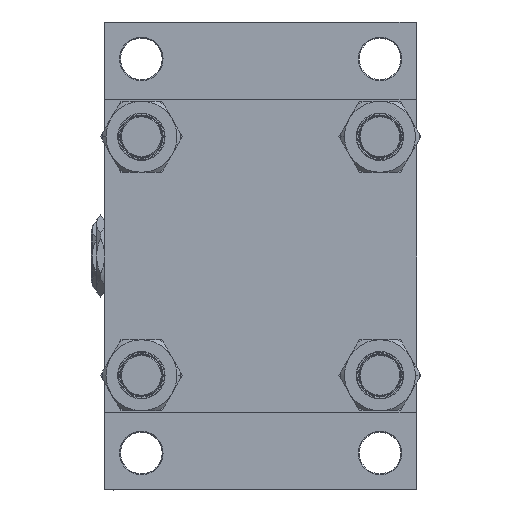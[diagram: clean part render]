
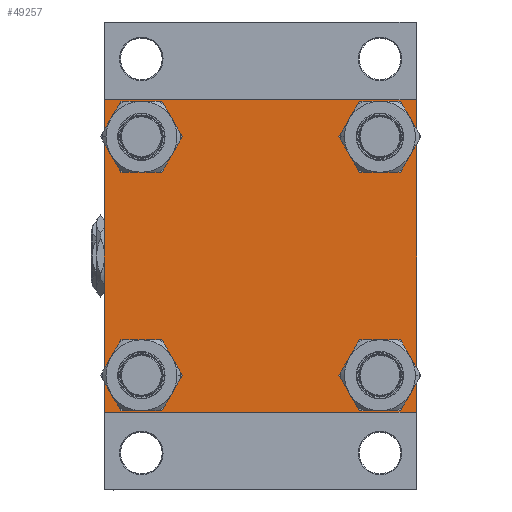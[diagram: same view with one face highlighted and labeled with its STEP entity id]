
A CAD part, left-side view. The second image highlights one B-rep face of the part: STEP entity #49257.
In plain terms, the highlighted planar face has unit normal (-1, 0, 0).
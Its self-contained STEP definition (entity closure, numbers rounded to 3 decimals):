
#589 = VECTOR ( 'NONE', #8224, 1000. ) ;
#612 = CARTESIAN_POINT ( 'NONE',  ( 0., -62.95, -62.95 ) ) ;
#643 = ORIENTED_EDGE ( 'NONE', *, *, #9256, .T. ) ;
#729 = DIRECTION ( 'NONE',  ( 0., 0., -1. ) ) ;
#1143 = CARTESIAN_POINT ( 'NONE',  ( 0., 62.95, 74.45 ) ) ;
#1279 = ORIENTED_EDGE ( 'NONE', *, *, #40448, .T. ) ;
#1622 = CARTESIAN_POINT ( 'NONE',  ( 0., 82.5, 82.5 ) ) ;
#1689 = ORIENTED_EDGE ( 'NONE', *, *, #43688, .T. ) ;
#2185 = CARTESIAN_POINT ( 'NONE',  ( 0., 62.95, -62.95 ) ) ;
#2258 = DIRECTION ( 'NONE',  ( 1., 0., 0. ) ) ;
#2748 = DIRECTION ( 'NONE',  ( 0., 0., 1. ) ) ;
#3276 = ORIENTED_EDGE ( 'NONE', *, *, #27710, .T. ) ;
#3777 = DIRECTION ( 'NONE',  ( 1., 0., 0. ) ) ;
#4029 = ORIENTED_EDGE ( 'NONE', *, *, #20342, .T. ) ;
#4214 = ORIENTED_EDGE ( 'NONE', *, *, #16346, .T. ) ;
#5018 = ORIENTED_EDGE ( 'NONE', *, *, #12959, .T. ) ;
#5313 = AXIS2_PLACEMENT_3D ( 'NONE', #46674, #26952, #46918 ) ;
#5464 = AXIS2_PLACEMENT_3D ( 'NONE', #15756, #16251, #35469 ) ;
#5657 = DIRECTION ( 'NONE',  ( 0., -1., 0. ) ) ;
#6206 = AXIS2_PLACEMENT_3D ( 'NONE', #10088, #2258, #2748 ) ;
#7434 = VERTEX_POINT ( 'NONE', #9558 ) ;
#7828 = DIRECTION ( 'NONE',  ( 0., 0., 1. ) ) ;
#7830 = ORIENTED_EDGE ( 'NONE', *, *, #40129, .T. ) ;
#8224 = DIRECTION ( 'NONE',  ( 0., 0., -1. ) ) ;
#8514 = CARTESIAN_POINT ( 'NONE',  ( 0., 82.25, 82.25 ) ) ;
#9256 = EDGE_CURVE ( 'NONE', #12882, #26971, #37653, .T. ) ;
#9263 = LINE ( 'NONE', #8514, #29608 ) ;
#9540 = DIRECTION ( 'NONE',  ( 0., 0., 1. ) ) ;
#9558 = CARTESIAN_POINT ( 'NONE',  ( 0., 82., -82.5 ) ) ;
#9627 = DIRECTION ( 'NONE',  ( 0., 0., 1. ) ) ;
#9810 = CARTESIAN_POINT ( 'NONE',  ( 0., -82.5, -82. ) ) ;
#10088 = CARTESIAN_POINT ( 'NONE',  ( 0., 62.95, -62.95 ) ) ;
#10643 = LINE ( 'NONE', #26050, #40557 ) ;
#10804 = CARTESIAN_POINT ( 'NONE',  ( 0., -62.95, 51.45 ) ) ;
#11777 = EDGE_CURVE ( 'NONE', #14823, #17259, #15804, .T. ) ;
#11854 = EDGE_CURVE ( 'NONE', #31063, #23498, #14296, .T. ) ;
#12609 = ORIENTED_EDGE ( 'NONE', *, *, #11854, .T. ) ;
#12747 = DIRECTION ( 'NONE',  ( 0., -1., 0. ) ) ;
#12812 = ORIENTED_EDGE ( 'NONE', *, *, #47162, .F. ) ;
#12816 = DIRECTION ( 'NONE',  ( 0., 0.707, -0.707 ) ) ;
#12882 = VERTEX_POINT ( 'NONE', #45584 ) ;
#12959 = EDGE_CURVE ( 'NONE', #23498, #31063, #27254, .T. ) ;
#13357 = CARTESIAN_POINT ( 'NONE',  ( 0., -82.25, 82.25 ) ) ;
#13504 = CARTESIAN_POINT ( 'NONE',  ( 0., -62.95, -51.45 ) ) ;
#14296 = CIRCLE ( 'NONE', #42574, 11.5 ) ;
#14322 = LINE ( 'NONE', #33783, #21757 ) ;
#14367 = ORIENTED_EDGE ( 'NONE', *, *, #46638, .T. ) ;
#14823 = VERTEX_POINT ( 'NONE', #31487 ) ;
#15083 = CIRCLE ( 'NONE', #6206, 11.5 ) ;
#15169 = AXIS2_PLACEMENT_3D ( 'NONE', #612, #16037, #31439 ) ;
#15649 = LINE ( 'NONE', #38411, #27655 ) ;
#15667 = CARTESIAN_POINT ( 'NONE',  ( 0., 82.5, -82. ) ) ;
#15756 = CARTESIAN_POINT ( 'NONE',  ( 0., 62.95, 62.95 ) ) ;
#15804 = LINE ( 'NONE', #27428, #589 ) ;
#16037 = DIRECTION ( 'NONE',  ( 1., 0., 0. ) ) ;
#16206 = CARTESIAN_POINT ( 'NONE',  ( 0., 62.95, -74.45 ) ) ;
#16251 = DIRECTION ( 'NONE',  ( 1., 0., 0. ) ) ;
#16346 = EDGE_CURVE ( 'NONE', #38383, #28418, #31280, .T. ) ;
#17259 = VERTEX_POINT ( 'NONE', #9810 ) ;
#17348 = EDGE_CURVE ( 'NONE', #14823, #26170, #25211, .T. ) ;
#18138 = FACE_BOUND ( 'NONE', #46340, .T. ) ;
#18465 = DIRECTION ( 'NONE',  ( 0., -0.707, -0.707 ) ) ;
#18489 = CARTESIAN_POINT ( 'NONE',  ( 0., 82.5, 82. ) ) ;
#20342 = EDGE_CURVE ( 'NONE', #33167, #17259, #14322, .T. ) ;
#21176 = DIRECTION ( 'NONE',  ( 0., 0.707, 0.707 ) ) ;
#21640 = VECTOR ( 'NONE', #21176, 1000. ) ;
#21687 = CARTESIAN_POINT ( 'NONE',  ( 0., 0., 0. ) ) ;
#21757 = VECTOR ( 'NONE', #25694, 1000. ) ;
#22436 = FACE_BOUND ( 'NONE', #29370, .T. ) ;
#23498 = VERTEX_POINT ( 'NONE', #1143 ) ;
#24005 = CIRCLE ( 'NONE', #45763, 11.5 ) ;
#24141 = CARTESIAN_POINT ( 'NONE',  ( 0., 62.95, 62.95 ) ) ;
#24658 = VERTEX_POINT ( 'NONE', #18489 ) ;
#24857 = LINE ( 'NONE', #1622, #42606 ) ;
#25211 = LINE ( 'NONE', #13357, #21640 ) ;
#25228 = DIRECTION ( 'NONE',  ( 0., 0., 1. ) ) ;
#25265 = DIRECTION ( 'NONE',  ( 1., 0., 0. ) ) ;
#25396 = CARTESIAN_POINT ( 'NONE',  ( 0., 82., 82.5 ) ) ;
#25694 = DIRECTION ( 'NONE',  ( 0., -0.707, 0.707 ) ) ;
#25731 = FACE_OUTER_BOUND ( 'NONE', #43060, .T. ) ;
#26050 = CARTESIAN_POINT ( 'NONE',  ( 0., 82.25, -82.25 ) ) ;
#26099 = EDGE_LOOP ( 'NONE', ( #643, #38649 ) ) ;
#26170 = VERTEX_POINT ( 'NONE', #33213 ) ;
#26223 = DIRECTION ( 'NONE',  ( -1., 0., 0. ) ) ;
#26952 = DIRECTION ( 'NONE',  ( 1., 0., 0. ) ) ;
#26971 = VERTEX_POINT ( 'NONE', #10804 ) ;
#27140 = AXIS2_PLACEMENT_3D ( 'NONE', #28084, #25265, #9627 ) ;
#27254 = CIRCLE ( 'NONE', #5464, 11.5 ) ;
#27428 = CARTESIAN_POINT ( 'NONE',  ( 0., -82.5, 82.5 ) ) ;
#27650 = LINE ( 'NONE', #35745, #28721 ) ;
#27655 = VECTOR ( 'NONE', #729, 1000. ) ;
#27710 = EDGE_CURVE ( 'NONE', #49107, #7434, #10643, .T. ) ;
#28084 = CARTESIAN_POINT ( 'NONE',  ( 0., -62.95, 62.95 ) ) ;
#28418 = VERTEX_POINT ( 'NONE', #13504 ) ;
#28721 = VECTOR ( 'NONE', #12747, 1000. ) ;
#29370 = EDGE_LOOP ( 'NONE', ( #1689, #49721 ) ) ;
#29608 = VECTOR ( 'NONE', #12816, 1000. ) ;
#30406 = CIRCLE ( 'NONE', #36093, 11.5 ) ;
#31063 = VERTEX_POINT ( 'NONE', #47488 ) ;
#31280 = CIRCLE ( 'NONE', #15169, 11.5 ) ;
#31439 = DIRECTION ( 'NONE',  ( 0., 0., 1. ) ) ;
#31487 = CARTESIAN_POINT ( 'NONE',  ( 0., -82.5, 82. ) ) ;
#33167 = VERTEX_POINT ( 'NONE', #36076 ) ;
#33213 = CARTESIAN_POINT ( 'NONE',  ( 0., -82., 82.5 ) ) ;
#33555 = CIRCLE ( 'NONE', #5313, 11.5 ) ;
#33723 = EDGE_CURVE ( 'NONE', #24658, #49107, #15649, .T. ) ;
#33783 = CARTESIAN_POINT ( 'NONE',  ( 0., -82.25, -82.25 ) ) ;
#33822 = FACE_BOUND ( 'NONE', #34216, .T. ) ;
#34216 = EDGE_LOOP ( 'NONE', ( #5018, #12609 ) ) ;
#34622 = CARTESIAN_POINT ( 'NONE',  ( 0., -62.95, 62.95 ) ) ;
#35403 = AXIS2_PLACEMENT_3D ( 'NONE', #21687, #26223, #25228 ) ;
#35469 = DIRECTION ( 'NONE',  ( 0., 0., 1. ) ) ;
#35745 = CARTESIAN_POINT ( 'NONE',  ( 0., 82.5, -82.5 ) ) ;
#36076 = CARTESIAN_POINT ( 'NONE',  ( 0., -82., -82.5 ) ) ;
#36093 = AXIS2_PLACEMENT_3D ( 'NONE', #34622, #3777, #7828 ) ;
#36263 = VERTEX_POINT ( 'NONE', #16206 ) ;
#37653 = CIRCLE ( 'NONE', #27140, 11.5 ) ;
#37826 = ORIENTED_EDGE ( 'NONE', *, *, #33723, .T. ) ;
#37875 = ORIENTED_EDGE ( 'NONE', *, *, #17348, .T. ) ;
#38383 = VERTEX_POINT ( 'NONE', #48880 ) ;
#38411 = CARTESIAN_POINT ( 'NONE',  ( 0., 82.5, 82.5 ) ) ;
#38649 = ORIENTED_EDGE ( 'NONE', *, *, #46310, .T. ) ;
#40129 = EDGE_CURVE ( 'NONE', #28418, #38383, #33555, .T. ) ;
#40448 = EDGE_CURVE ( 'NONE', #7434, #33167, #27650, .T. ) ;
#40557 = VECTOR ( 'NONE', #18465, 1000. ) ;
#40856 = DIRECTION ( 'NONE',  ( 1., 0., 0. ) ) ;
#41163 = FACE_BOUND ( 'NONE', #26099, .T. ) ;
#41334 = VERTEX_POINT ( 'NONE', #25396 ) ;
#41415 = PLANE ( 'NONE',  #35403 ) ;
#42574 = AXIS2_PLACEMENT_3D ( 'NONE', #24141, #44340, #44090 ) ;
#42606 = VECTOR ( 'NONE', #5657, 1000. ) ;
#43060 = EDGE_LOOP ( 'NONE', ( #37826, #3276, #1279, #4029, #44910, #37875, #12812, #14367 ) ) ;
#43688 = EDGE_CURVE ( 'NONE', #45061, #36263, #15083, .T. ) ;
#43968 = EDGE_CURVE ( 'NONE', #36263, #45061, #24005, .T. ) ;
#44090 = DIRECTION ( 'NONE',  ( 0., 0., 1. ) ) ;
#44340 = DIRECTION ( 'NONE',  ( 1., 0., 0. ) ) ;
#44492 = CARTESIAN_POINT ( 'NONE',  ( 0., 62.95, -51.45 ) ) ;
#44910 = ORIENTED_EDGE ( 'NONE', *, *, #11777, .F. ) ;
#45061 = VERTEX_POINT ( 'NONE', #44492 ) ;
#45584 = CARTESIAN_POINT ( 'NONE',  ( 0., -62.95, 74.45 ) ) ;
#45763 = AXIS2_PLACEMENT_3D ( 'NONE', #2185, #40856, #9540 ) ;
#46310 = EDGE_CURVE ( 'NONE', #26971, #12882, #30406, .T. ) ;
#46340 = EDGE_LOOP ( 'NONE', ( #7830, #4214 ) ) ;
#46638 = EDGE_CURVE ( 'NONE', #41334, #24658, #9263, .T. ) ;
#46674 = CARTESIAN_POINT ( 'NONE',  ( 0., -62.95, -62.95 ) ) ;
#46918 = DIRECTION ( 'NONE',  ( 0., 0., 1. ) ) ;
#47162 = EDGE_CURVE ( 'NONE', #41334, #26170, #24857, .T. ) ;
#47488 = CARTESIAN_POINT ( 'NONE',  ( 0., 62.95, 51.45 ) ) ;
#48880 = CARTESIAN_POINT ( 'NONE',  ( 0., -62.95, -74.45 ) ) ;
#49107 = VERTEX_POINT ( 'NONE', #15667 ) ;
#49257 = ADVANCED_FACE ( 'NONE', ( #41163, #18138, #22436, #33822, #25731 ), #41415, .T. ) ;
#49721 = ORIENTED_EDGE ( 'NONE', *, *, #43968, .T. ) ;
